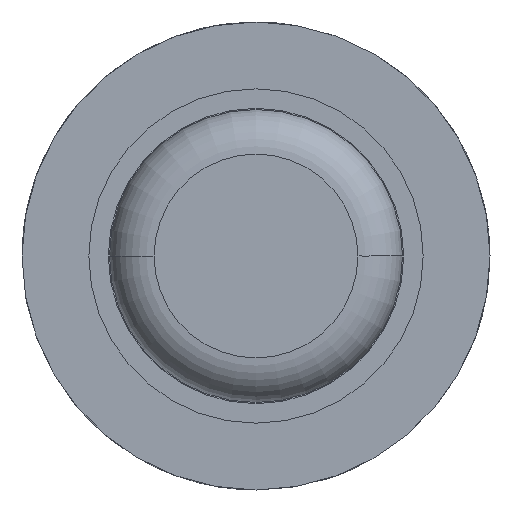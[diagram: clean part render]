
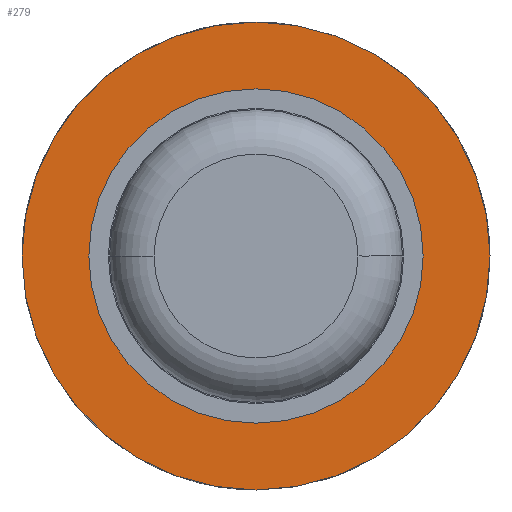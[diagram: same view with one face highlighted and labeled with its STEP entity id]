
A CAD part, front view. The second image highlights one B-rep face of the part: STEP entity #279.
In plain terms, the highlighted planar face has unit normal (0, -1, 0).
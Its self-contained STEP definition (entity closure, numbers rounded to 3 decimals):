
#10 = ORIENTED_EDGE ( 'NONE', *, *, #3006, .F. ) ;
#169 = ORIENTED_EDGE ( 'NONE', *, *, #514, .T. ) ;
#178 = DIRECTION ( 'NONE',  ( 0., 0., 1. ) ) ;
#199 = FACE_BOUND ( 'NONE', #4326, .T. ) ;
#279 = ADVANCED_FACE ( 'Defeature ausgef�hrt1_10', ( #1120, #199 ), #1675, .F. ) ;
#514 = EDGE_CURVE ( 'Defeature ausgef�hrt1_10+Defeature ausgef�hrt1_9+Defeature ausgef�hrt1_9+Defeature ausgef�hrt1_9', #1523, #2174, #3137, .T. ) ;
#543 = CARTESIAN_POINT ( 'NONE',  ( 0., 32.3, 0. ) ) ;
#563 = CARTESIAN_POINT ( 'NONE',  ( 0., 32.3, 0. ) ) ;
#734 = VERTEX_POINT ( 'NONE', #2625 ) ;
#948 = CIRCLE ( 'NONE', #1664, 0.9 ) ;
#1041 = AXIS2_PLACEMENT_3D ( 'NONE', #1325, #3677, #2342 ) ;
#1091 = DIRECTION ( 'NONE',  ( 0., 1., 0. ) ) ;
#1120 = FACE_OUTER_BOUND ( 'NONE', #1441, .T. ) ;
#1275 = CIRCLE ( 'NONE', #4164, 2.1 ) ;
#1325 = CARTESIAN_POINT ( 'NONE',  ( 2.1, 32.3, 0. ) ) ;
#1441 = EDGE_LOOP ( 'NONE', ( #10, #3096 ) ) ;
#1523 = VERTEX_POINT ( 'NONE', #2632 ) ;
#1664 = AXIS2_PLACEMENT_3D ( 'NONE', #543, #3899, #178 ) ;
#1675 = PLANE ( 'NONE',  #1041 ) ;
#1690 = AXIS2_PLACEMENT_3D ( 'NONE', #2790, #2904, #3897 ) ;
#1750 = CARTESIAN_POINT ( 'NONE',  ( 0., 32.3, -0.9 ) ) ;
#1809 = EDGE_CURVE ( 'Defeature ausgef�hrt1_10+Defeature ausgef�hrt1_9+Defeature ausgef�hrt1_9+Defeature ausgef�hrt1_9', #2174, #1523, #948, .T. ) ;
#2174 = VERTEX_POINT ( 'NONE', #1750 ) ;
#2342 = DIRECTION ( 'NONE',  ( 0., 0., 1. ) ) ;
#2348 = ORIENTED_EDGE ( 'NONE', *, *, #1809, .T. ) ;
#2446 = DIRECTION ( 'NONE',  ( 0., 0., 1. ) ) ;
#2581 = AXIS2_PLACEMENT_3D ( 'NONE', #563, #3605, #4285 ) ;
#2625 = CARTESIAN_POINT ( 'NONE',  ( 0., 32.3, 2.1 ) ) ;
#2632 = CARTESIAN_POINT ( 'NONE',  ( 0., 32.3, 0.9 ) ) ;
#2790 = CARTESIAN_POINT ( 'NONE',  ( 0., 32.3, 0. ) ) ;
#2904 = DIRECTION ( 'NONE',  ( 0., 1., 0. ) ) ;
#2968 = CIRCLE ( 'NONE', #2581, 2.1 ) ;
#3006 = EDGE_CURVE ( 'Defeature ausgef�hrt1_11+Defeature ausgef�hrt1_10+Defeature ausgef�hrt1_10+Defeature ausgef�hrt1_10', #734, #3883, #2968, .T. ) ;
#3096 = ORIENTED_EDGE ( 'NONE', *, *, #3537, .F. ) ;
#3125 = CARTESIAN_POINT ( 'NONE',  ( 0., 32.3, 0. ) ) ;
#3137 = CIRCLE ( 'NONE', #1690, 0.9 ) ;
#3537 = EDGE_CURVE ( 'Defeature ausgef�hrt1_11+Defeature ausgef�hrt1_10+Defeature ausgef�hrt1_10+Defeature ausgef�hrt1_10', #3883, #734, #1275, .T. ) ;
#3605 = DIRECTION ( 'NONE',  ( 0., 1., 0. ) ) ;
#3677 = DIRECTION ( 'NONE',  ( 0., 1., 0. ) ) ;
#3883 = VERTEX_POINT ( 'NONE', #4340 ) ;
#3897 = DIRECTION ( 'NONE',  ( 0., 0., 1. ) ) ;
#3899 = DIRECTION ( 'NONE',  ( 0., 1., 0. ) ) ;
#4164 = AXIS2_PLACEMENT_3D ( 'NONE', #3125, #1091, #2446 ) ;
#4285 = DIRECTION ( 'NONE',  ( 0., 0., 1. ) ) ;
#4326 = EDGE_LOOP ( 'NONE', ( #169, #2348 ) ) ;
#4340 = CARTESIAN_POINT ( 'NONE',  ( 0., 32.3, -2.1 ) ) ;
